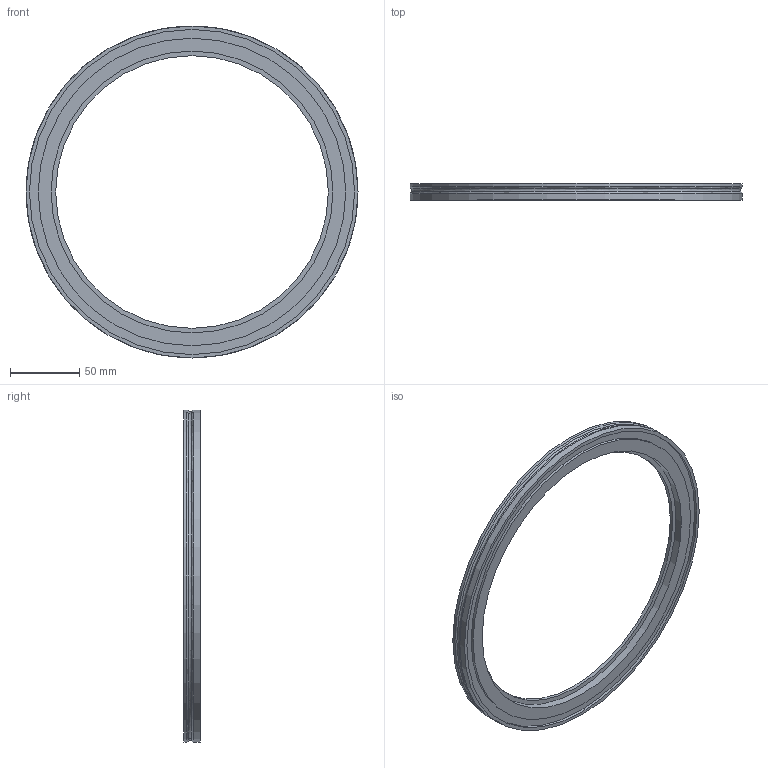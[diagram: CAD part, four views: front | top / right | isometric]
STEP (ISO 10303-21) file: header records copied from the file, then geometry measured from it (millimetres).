
FILE_DESCRIPTION (( 'STEP AP214' ), '1' );
FILE_NAME ('BS1ISOK200204 FULLVAC.STEP', '2019-11-15T09:59:16', ( '' ), ( '' ), 'SwSTEP 2.0', 'SolidWorks 2017', '' );
FILE_SCHEMA (( 'AUTOMOTIVE_DESIGN' ));
Length unit declared in the file: millimetre
Products named in the file (1): BS1ISOK200204 FULLVAC
Bounding box: 240 x 11.9 x 240 mm (x, y, z)
Volume: 131934.9 mm3; surface area: 49790.6 mm2
Topology: 1 solids, 1 shells, 16 faces, 28 edges, 18 vertices
Faces by surface type: cylinder 7, plane 6, bspline 3
Full cylindrical faces by diameter (mm): 197.1 x1, 203.7 x1, 213.2 x1, 222.3 x1, 235 x1, 240 x2
Entity records: 431 total; most frequent: CARTESIAN_POINT 130, DIRECTION 60, ORIENTED_EDGE 32, EDGE_LOOP 32, AXIS2_PLACEMENT_3D 30, FACE_OUTER_BOUND 26, VERTEX_POINT 16, ADVANCED_FACE 16
